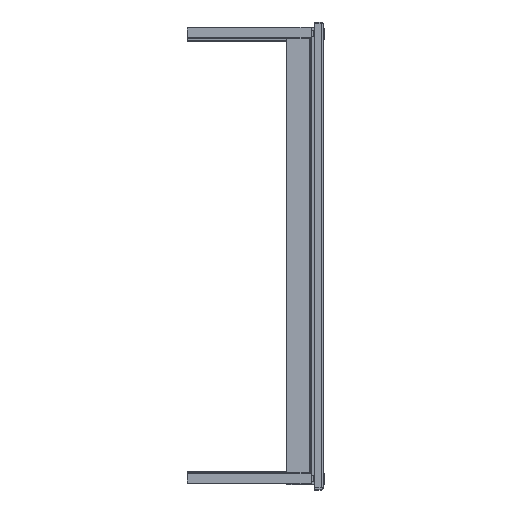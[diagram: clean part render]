
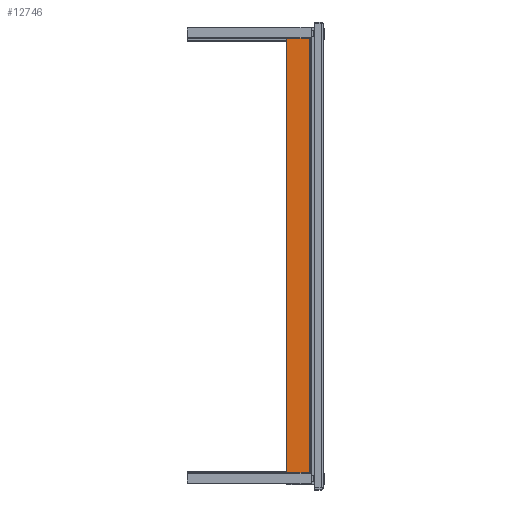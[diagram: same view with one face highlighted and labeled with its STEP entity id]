
A CAD part, top view. The second image highlights one B-rep face of the part: STEP entity #12746.
In plain terms, the highlighted face is planar.
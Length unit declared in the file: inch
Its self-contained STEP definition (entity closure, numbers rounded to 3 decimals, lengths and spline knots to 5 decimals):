
#1550 = EDGE_CURVE ( 'NONE', #21798, #25300, #19529, .T. ) ;
#2653 = VERTEX_POINT ( 'NONE', #23791 ) ;
#2670 = DIRECTION ( 'NONE',  ( 0., 0., 1. ) ) ;
#3585 = VERTEX_POINT ( 'NONE', #11248 ) ;
#3712 = FACE_OUTER_BOUND ( 'NONE', #32283, .T. ) ;
#3747 = PLANE ( 'NONE',  #13117 ) ;
#3811 = CARTESIAN_POINT ( 'NONE',  ( -24.137, -6.193, -15.844 ) ) ;
#3851 = DIRECTION ( 'NONE',  ( 0., 0., 1. ) ) ;
#4216 = CARTESIAN_POINT ( 'NONE',  ( -24.137, -6.193, -16.5 ) ) ;
#5014 = LINE ( 'NONE', #3811, #20943 ) ;
#5110 = VECTOR ( 'NONE', #6452, 39.37008 ) ;
#5119 = EDGE_CURVE ( 'NONE', #25404, #19722, #28456, .T. ) ;
#5168 = EDGE_CURVE ( 'NONE', #25635, #29382, #32810, .T. ) ;
#6024 = ORIENTED_EDGE ( 'NONE', *, *, #12791, .T. ) ;
#6452 = DIRECTION ( 'NONE',  ( 0., 1., 0. ) ) ;
#6527 = DIRECTION ( 'NONE',  ( 1., 0., 0. ) ) ;
#6534 = DIRECTION ( 'NONE',  ( 1., 0., 0. ) ) ;
#6571 = CARTESIAN_POINT ( 'NONE',  ( -24.137, -7.835, -16.5 ) ) ;
#6795 = ORIENTED_EDGE ( 'NONE', *, *, #28216, .T. ) ;
#6800 = CARTESIAN_POINT ( 'NONE',  ( -24.137, -6.599, 16.156 ) ) ;
#6828 = CARTESIAN_POINT ( 'NONE',  ( -24.137, -7.835, -16.5 ) ) ;
#6896 = EDGE_CURVE ( 'NONE', #2653, #25404, #22079, .T. ) ;
#7773 = EDGE_CURVE ( 'NONE', #19722, #10993, #29516, .T. ) ;
#7877 = VECTOR ( 'NONE', #16367, 39.37008 ) ;
#8628 = VERTEX_POINT ( 'NONE', #25044 ) ;
#8673 = LINE ( 'NONE', #16803, #7877 ) ;
#10205 = VECTOR ( 'NONE', #31727, 39.37008 ) ;
#10993 = VERTEX_POINT ( 'NONE', #6828 ) ;
#11034 = AXIS2_PLACEMENT_3D ( 'NONE', #16326, #6534, #16428 ) ;
#11124 = EDGE_CURVE ( 'NONE', #25300, #25635, #17458, .T. ) ;
#11248 = CARTESIAN_POINT ( 'NONE',  ( -24.137, -7.537, -16.156 ) ) ;
#11581 = DIRECTION ( 'NONE',  ( 0., 0., 1. ) ) ;
#11883 = DIRECTION ( 'NONE',  ( 0., 0., -1. ) ) ;
#12100 = DIRECTION ( 'NONE',  ( 1., 0., 0. ) ) ;
#12528 = VERTEX_POINT ( 'NONE', #30419 ) ;
#12746 = ADVANCED_FACE ( 'NONE', ( #3712, #17641, #19595 ), #3747, .T. ) ;
#12791 = EDGE_CURVE ( 'NONE', #12528, #8628, #27912, .T. ) ;
#12893 = AXIS2_PLACEMENT_3D ( 'NONE', #32161, #12100, #19424 ) ;
#13117 = AXIS2_PLACEMENT_3D ( 'NONE', #23815, #31596, #31278 ) ;
#14099 = EDGE_LOOP ( 'NONE', ( #6795, #6024, #26737, #15100 ) ) ;
#14334 = ORIENTED_EDGE ( 'NONE', *, *, #6896, .T. ) ;
#14450 = ORIENTED_EDGE ( 'NONE', *, *, #11124, .T. ) ;
#14461 = CIRCLE ( 'NONE', #32508, 0.156 ) ;
#14982 = VECTOR ( 'NONE', #11883, 39.37008 ) ;
#15100 = ORIENTED_EDGE ( 'NONE', *, *, #27927, .T. ) ;
#16133 = CARTESIAN_POINT ( 'NONE',  ( -24.137, -7.537, 16.156 ) ) ;
#16326 = CARTESIAN_POINT ( 'NONE',  ( -24.137, -7.537, 16. ) ) ;
#16367 = DIRECTION ( 'NONE',  ( 0., -1., 0. ) ) ;
#16428 = DIRECTION ( 'NONE',  ( 0., 0., 1. ) ) ;
#16443 = CARTESIAN_POINT ( 'NONE',  ( -24.137, -6.193, 16.5 ) ) ;
#16803 = CARTESIAN_POINT ( 'NONE',  ( -24.137, -6.193, 16.156 ) ) ;
#16805 = CARTESIAN_POINT ( 'NONE',  ( -24.137, -6.193, 16.5 ) ) ;
#16964 = VECTOR ( 'NONE', #11581, 39.37008 ) ;
#17418 = EDGE_LOOP ( 'NONE', ( #25891, #24629, #26400, #14450 ) ) ;
#17458 = LINE ( 'NONE', #21622, #5110 ) ;
#17641 = FACE_BOUND ( 'NONE', #14099, .T. ) ;
#18847 = DIRECTION ( 'NONE',  ( 0., 1., 0. ) ) ;
#19424 = DIRECTION ( 'NONE',  ( 0., 0., 1. ) ) ;
#19529 = CIRCLE ( 'NONE', #11034, 0.156 ) ;
#19595 = FACE_BOUND ( 'NONE', #17418, .T. ) ;
#19722 = VERTEX_POINT ( 'NONE', #29652 ) ;
#20715 = ORIENTED_EDGE ( 'NONE', *, *, #30707, .T. ) ;
#20943 = VECTOR ( 'NONE', #26508, 39.37008 ) ;
#21096 = LINE ( 'NONE', #26671, #32194 ) ;
#21622 = CARTESIAN_POINT ( 'NONE',  ( -24.137, -6.193, 15.844 ) ) ;
#21749 = ORIENTED_EDGE ( 'NONE', *, *, #5119, .T. ) ;
#21798 = VERTEX_POINT ( 'NONE', #16133 ) ;
#21994 = AXIS2_PLACEMENT_3D ( 'NONE', #29175, #6527, #3851 ) ;
#22079 = LINE ( 'NONE', #16443, #10205 ) ;
#22088 = ORIENTED_EDGE ( 'NONE', *, *, #7773, .T. ) ;
#22627 = DIRECTION ( 'NONE',  ( 1., 0., 0. ) ) ;
#23102 = CARTESIAN_POINT ( 'NONE',  ( -24.137, -7.537, 15.844 ) ) ;
#23690 = LINE ( 'NONE', #6571, #16964 ) ;
#23791 = CARTESIAN_POINT ( 'NONE',  ( -24.137, -7.835, 16.5 ) ) ;
#23815 = CARTESIAN_POINT ( 'NONE',  ( -24.137, -6.193, -16.5 ) ) ;
#24629 = ORIENTED_EDGE ( 'NONE', *, *, #29356, .T. ) ;
#25044 = CARTESIAN_POINT ( 'NONE',  ( -24.137, -6.599, -15.844 ) ) ;
#25300 = VERTEX_POINT ( 'NONE', #23102 ) ;
#25404 = VERTEX_POINT ( 'NONE', #16805 ) ;
#25435 = DIRECTION ( 'NONE',  ( 0., -1., 0. ) ) ;
#25635 = VERTEX_POINT ( 'NONE', #30764 ) ;
#25891 = ORIENTED_EDGE ( 'NONE', *, *, #5168, .T. ) ;
#26400 = ORIENTED_EDGE ( 'NONE', *, *, #1550, .T. ) ;
#26508 = DIRECTION ( 'NONE',  ( 0., -1., 0. ) ) ;
#26607 = EDGE_CURVE ( 'NONE', #8628, #28629, #5014, .T. ) ;
#26671 = CARTESIAN_POINT ( 'NONE',  ( -24.137, -6.193, -16.156 ) ) ;
#26737 = ORIENTED_EDGE ( 'NONE', *, *, #26607, .T. ) ;
#27912 = CIRCLE ( 'NONE', #21994, 0.156 ) ;
#27927 = EDGE_CURVE ( 'NONE', #28629, #3585, #14461, .T. ) ;
#28216 = EDGE_CURVE ( 'NONE', #3585, #12528, #21096, .T. ) ;
#28304 = VECTOR ( 'NONE', #25435, 39.37008 ) ;
#28456 = LINE ( 'NONE', #4216, #14982 ) ;
#28629 = VERTEX_POINT ( 'NONE', #30720 ) ;
#29175 = CARTESIAN_POINT ( 'NONE',  ( -24.137, -6.599, -16. ) ) ;
#29356 = EDGE_CURVE ( 'NONE', #29382, #21798, #8673, .T. ) ;
#29382 = VERTEX_POINT ( 'NONE', #6800 ) ;
#29516 = LINE ( 'NONE', #30383, #28304 ) ;
#29652 = CARTESIAN_POINT ( 'NONE',  ( -24.137, -6.193, -16.5 ) ) ;
#30383 = CARTESIAN_POINT ( 'NONE',  ( -24.137, -6.193, -16.5 ) ) ;
#30419 = CARTESIAN_POINT ( 'NONE',  ( -24.137, -6.599, -16.156 ) ) ;
#30645 = CARTESIAN_POINT ( 'NONE',  ( -24.137, -7.537, -16. ) ) ;
#30707 = EDGE_CURVE ( 'NONE', #10993, #2653, #23690, .T. ) ;
#30720 = CARTESIAN_POINT ( 'NONE',  ( -24.137, -7.537, -15.844 ) ) ;
#30764 = CARTESIAN_POINT ( 'NONE',  ( -24.137, -6.599, 15.844 ) ) ;
#31278 = DIRECTION ( 'NONE',  ( 0., 0., -1. ) ) ;
#31596 = DIRECTION ( 'NONE',  ( -1., 0., 0. ) ) ;
#31727 = DIRECTION ( 'NONE',  ( 0., 1., 0. ) ) ;
#32161 = CARTESIAN_POINT ( 'NONE',  ( -24.137, -6.599, 16. ) ) ;
#32194 = VECTOR ( 'NONE', #18847, 39.37008 ) ;
#32283 = EDGE_LOOP ( 'NONE', ( #22088, #20715, #14334, #21749 ) ) ;
#32508 = AXIS2_PLACEMENT_3D ( 'NONE', #30645, #22627, #2670 ) ;
#32810 = CIRCLE ( 'NONE', #12893, 0.156 ) ;
